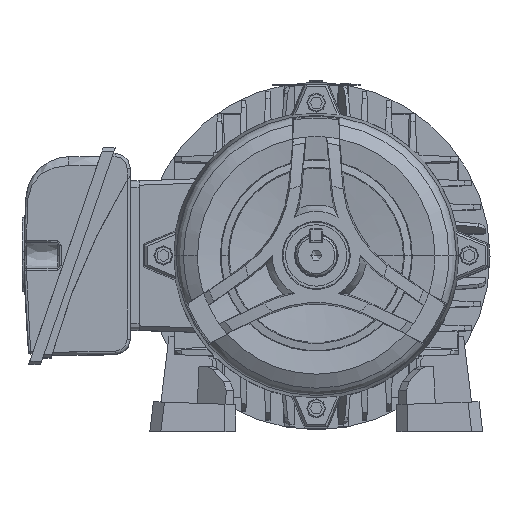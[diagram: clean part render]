
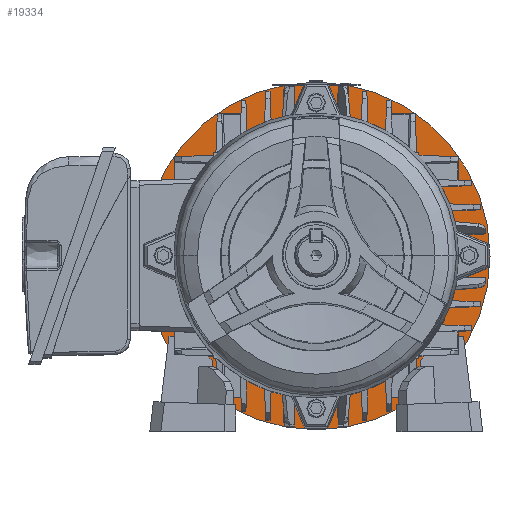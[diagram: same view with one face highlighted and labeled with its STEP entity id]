
A CAD part, top view. The second image highlights one B-rep face of the part: STEP entity #19334.
In plain terms, the highlighted face is planar.
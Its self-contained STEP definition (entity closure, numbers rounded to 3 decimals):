
#11986 = DIRECTION ( 'NONE',  ( 0., 0., -1. ) ) ;
#13710 = CARTESIAN_POINT ( 'NONE',  ( 79., 0., 0. ) ) ;
#17122 = CARTESIAN_POINT ( 'NONE',  ( 0., 0., 0. ) ) ;
#17477 = DIRECTION ( 'NONE',  ( 0., 0., -1. ) ) ;
#18863 = EDGE_LOOP ( 'NONE', ( #42961, #30345 ) ) ;
#19334 = ADVANCED_FACE ( 'NONE', ( #36672 ), #44309, .T. ) ;
#20602 = AXIS2_PLACEMENT_3D ( 'NONE', #62180, #33299, #45064 ) ;
#22524 = EDGE_CURVE ( 'NONE', #69924, #52859, #54732, .T. ) ;
#23584 = CARTESIAN_POINT ( 'NONE',  ( 0., 0., 0. ) ) ;
#26138 = CARTESIAN_POINT ( 'NONE',  ( -79., 0., 0. ) ) ;
#30345 = ORIENTED_EDGE ( 'NONE', *, *, #22524, .T. ) ;
#31784 = AXIS2_PLACEMENT_3D ( 'NONE', #17122, #11986, #58054 ) ;
#33299 = DIRECTION ( 'NONE',  ( 0., 0., -1. ) ) ;
#36672 = FACE_OUTER_BOUND ( 'NONE', #18863, .T. ) ;
#39616 = CIRCLE ( 'NONE', #31784, 79. ) ;
#42961 = ORIENTED_EDGE ( 'NONE', *, *, #62129, .T. ) ;
#44309 = PLANE ( 'NONE',  #20602 ) ;
#45064 = DIRECTION ( 'NONE',  ( -1., 0., 0. ) ) ;
#52859 = VERTEX_POINT ( 'NONE', #26138 ) ;
#54732 = CIRCLE ( 'NONE', #66270, 79. ) ;
#58054 = DIRECTION ( 'NONE',  ( -1., 0., 0. ) ) ;
#58155 = DIRECTION ( 'NONE',  ( -1., 0., 0. ) ) ;
#62129 = EDGE_CURVE ( 'NONE', #52859, #69924, #39616, .T. ) ;
#62180 = CARTESIAN_POINT ( 'NONE',  ( 0., 0., 0. ) ) ;
#66270 = AXIS2_PLACEMENT_3D ( 'NONE', #23584, #17477, #58155 ) ;
#69924 = VERTEX_POINT ( 'NONE', #13710 ) ;
